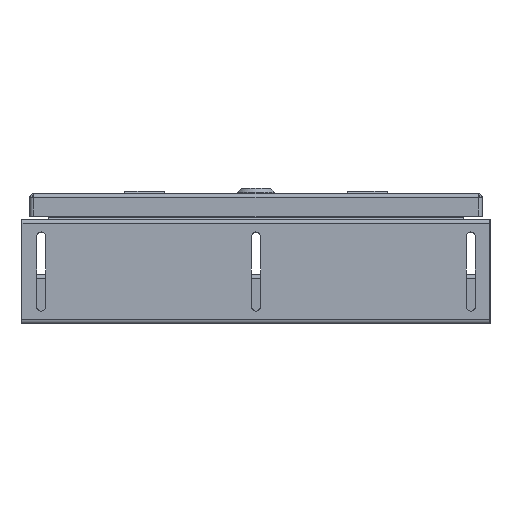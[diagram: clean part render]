
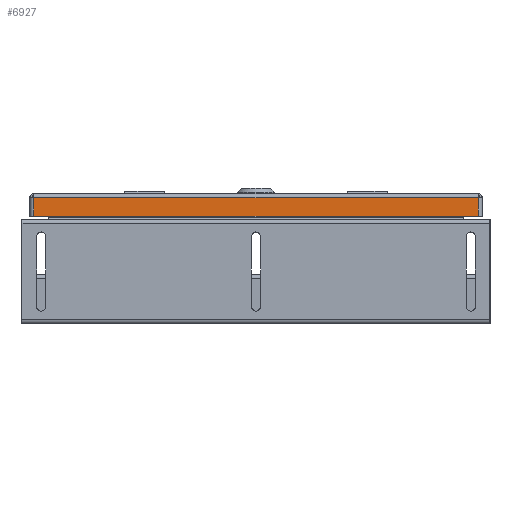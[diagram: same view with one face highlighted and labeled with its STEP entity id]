
A CAD part, left-side view. The second image highlights one B-rep face of the part: STEP entity #6927.
In plain terms, the highlighted planar face has unit normal (-1, 0, 0).
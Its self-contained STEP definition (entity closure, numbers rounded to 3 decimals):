
#2104 = AXIS2_PLACEMENT_3D ( 'NONE', #38538, #4608, #33606 ) ;
#2547 = VERTEX_POINT ( 'NONE', #7429 ) ;
#3593 = DIRECTION ( 'NONE',  ( 0., 0., -1. ) ) ;
#4608 = DIRECTION ( 'NONE',  ( 1., 0., 0. ) ) ;
#4629 = LINE ( 'NONE', #5453, #19052 ) ;
#5453 = CARTESIAN_POINT ( 'NONE',  ( -265., -168.6, -3.15 ) ) ;
#6146 = DIRECTION ( 'NONE',  ( 0., 0., -1. ) ) ;
#6927 = ADVANCED_FACE ( 'NONE', ( #8426 ), #17465, .F. ) ;
#7429 = CARTESIAN_POINT ( 'NONE',  ( -265., 168.5, -3.15 ) ) ;
#8426 = FACE_OUTER_BOUND ( 'NONE', #25238, .T. ) ;
#8768 = CARTESIAN_POINT ( 'NONE',  ( -265., 168.6, -17. ) ) ;
#8841 = EDGE_CURVE ( 'NONE', #32038, #2547, #14387, .T. ) ;
#9090 = VECTOR ( 'NONE', #3593, 1000. ) ;
#9970 = CARTESIAN_POINT ( 'NONE',  ( -265., 168.5, -3. ) ) ;
#11644 = CARTESIAN_POINT ( 'NONE',  ( -265., -168.5, -3. ) ) ;
#14060 = VERTEX_POINT ( 'NONE', #20784 ) ;
#14268 = LINE ( 'NONE', #16821, #42720 ) ;
#14387 = LINE ( 'NONE', #31087, #25744 ) ;
#14625 = LINE ( 'NONE', #43095, #15392 ) ;
#15392 = VECTOR ( 'NONE', #6146, 1000. ) ;
#16594 = EDGE_CURVE ( 'NONE', #22693, #14060, #35894, .T. ) ;
#16745 = DIRECTION ( 'NONE',  ( 0., -1., 0. ) ) ;
#16821 = CARTESIAN_POINT ( 'NONE',  ( -265., -171.5, -17. ) ) ;
#17109 = LINE ( 'NONE', #37900, #48189 ) ;
#17465 = PLANE ( 'NONE',  #2104 ) ;
#18313 = ORIENTED_EDGE ( 'NONE', *, *, #48657, .F. ) ;
#19052 = VECTOR ( 'NONE', #21331, 1000. ) ;
#19500 = ORIENTED_EDGE ( 'NONE', *, *, #43727, .F. ) ;
#19545 = ORIENTED_EDGE ( 'NONE', *, *, #8841, .F. ) ;
#20784 = CARTESIAN_POINT ( 'NONE',  ( -265., -168.5, -3.15 ) ) ;
#20870 = ORIENTED_EDGE ( 'NONE', *, *, #16594, .F. ) ;
#21331 = DIRECTION ( 'NONE',  ( 0., 1., 0. ) ) ;
#21378 = LINE ( 'NONE', #8768, #37445 ) ;
#22693 = VERTEX_POINT ( 'NONE', #11644 ) ;
#23559 = CARTESIAN_POINT ( 'NONE',  ( -265., -168.6, -17. ) ) ;
#25223 = CARTESIAN_POINT ( 'NONE',  ( -265., -168.6, -3.15 ) ) ;
#25224 = LINE ( 'NONE', #49828, #9090 ) ;
#25238 = EDGE_LOOP ( 'NONE', ( #18313, #26359, #50160, #20870, #19500, #44870, #19545, #46083 ) ) ;
#25334 = DIRECTION ( 'NONE',  ( 0., 1., 0. ) ) ;
#25744 = VECTOR ( 'NONE', #16745, 1000. ) ;
#26359 = ORIENTED_EDGE ( 'NONE', *, *, #28333, .F. ) ;
#27188 = EDGE_CURVE ( 'NONE', #44881, #2547, #14625, .T. ) ;
#27972 = CARTESIAN_POINT ( 'NONE',  ( -265., -168.5, 0. ) ) ;
#28333 = EDGE_CURVE ( 'NONE', #34134, #52291, #25224, .T. ) ;
#28925 = VERTEX_POINT ( 'NONE', #45610 ) ;
#31087 = CARTESIAN_POINT ( 'NONE',  ( -265., 168.6, -3.15 ) ) ;
#32038 = VERTEX_POINT ( 'NONE', #49069 ) ;
#33606 = DIRECTION ( 'NONE',  ( 0., 0., -1. ) ) ;
#34134 = VERTEX_POINT ( 'NONE', #25223 ) ;
#34190 = EDGE_CURVE ( 'NONE', #32038, #28925, #21378, .T. ) ;
#35894 = LINE ( 'NONE', #27972, #49538 ) ;
#37445 = VECTOR ( 'NONE', #51719, 1000. ) ;
#37637 = DIRECTION ( 'NONE',  ( 0., -1., 0. ) ) ;
#37900 = CARTESIAN_POINT ( 'NONE',  ( -265., -171.5, -3. ) ) ;
#38538 = CARTESIAN_POINT ( 'NONE',  ( -265., 0., 0. ) ) ;
#42720 = VECTOR ( 'NONE', #25334, 1000. ) ;
#43095 = CARTESIAN_POINT ( 'NONE',  ( -265., 168.5, 0. ) ) ;
#43727 = EDGE_CURVE ( 'NONE', #44881, #22693, #17109, .T. ) ;
#44870 = ORIENTED_EDGE ( 'NONE', *, *, #27188, .T. ) ;
#44881 = VERTEX_POINT ( 'NONE', #9970 ) ;
#45610 = CARTESIAN_POINT ( 'NONE',  ( -265., 168.6, -17. ) ) ;
#46083 = ORIENTED_EDGE ( 'NONE', *, *, #34190, .T. ) ;
#46238 = EDGE_CURVE ( 'NONE', #34134, #14060, #4629, .T. ) ;
#48189 = VECTOR ( 'NONE', #37637, 1000. ) ;
#48657 = EDGE_CURVE ( 'NONE', #52291, #28925, #14268, .T. ) ;
#49069 = CARTESIAN_POINT ( 'NONE',  ( -265., 168.6, -3.15 ) ) ;
#49538 = VECTOR ( 'NONE', #52580, 1000. ) ;
#49828 = CARTESIAN_POINT ( 'NONE',  ( -265., -168.6, -17. ) ) ;
#50160 = ORIENTED_EDGE ( 'NONE', *, *, #46238, .T. ) ;
#51719 = DIRECTION ( 'NONE',  ( 0., 0., -1. ) ) ;
#52291 = VERTEX_POINT ( 'NONE', #23559 ) ;
#52580 = DIRECTION ( 'NONE',  ( 0., 0., -1. ) ) ;
